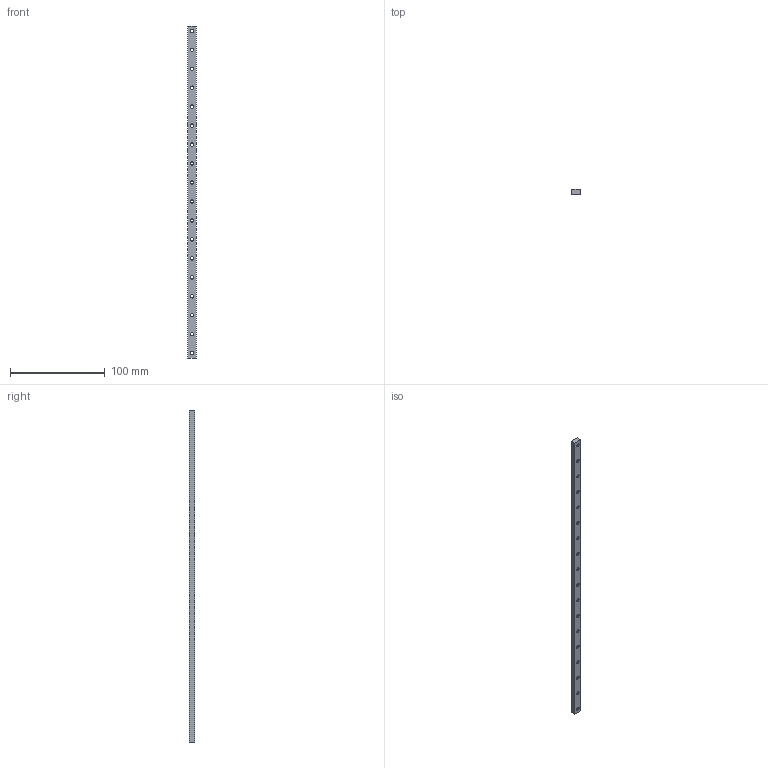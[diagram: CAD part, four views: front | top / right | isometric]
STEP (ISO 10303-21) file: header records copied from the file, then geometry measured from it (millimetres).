
FILE_DESCRIPTION (( 'STEP AP214' ), '1' );
FILE_NAME ('Rail x.STEP', '2015-09-21T07:45:30', ( '' ), ( '' ), 'SwSTEP 2.0', 'SolidWorks 2015', '' );
FILE_SCHEMA (( 'AUTOMOTIVE_DESIGN' ));
Length unit declared in the file: millimetre
Products named in the file (1): Rail x
Bounding box: 9 x 5.5 x 350 mm (x, y, z)
Volume: 15029.5 mm3; surface area: 11556.7 mm2
Topology: 1 solids, 1 shells, 96 faces, 228 edges, 152 vertices
Faces by surface type: cylinder 72, plane 24
Entity records: 2962 total; most frequent: DIRECTION 566, CARTESIAN_POINT 477, ORIENTED_EDGE 456, AXIS2_PLACEMENT_3D 241, EDGE_CURVE 228, VERTEX_POINT 152, EDGE_LOOP 150, CIRCLE 144
